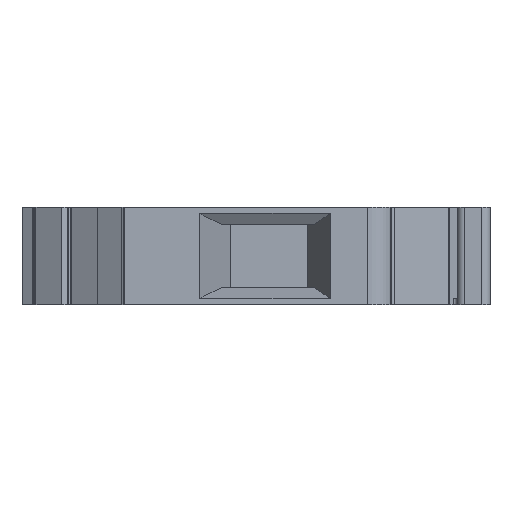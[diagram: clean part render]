
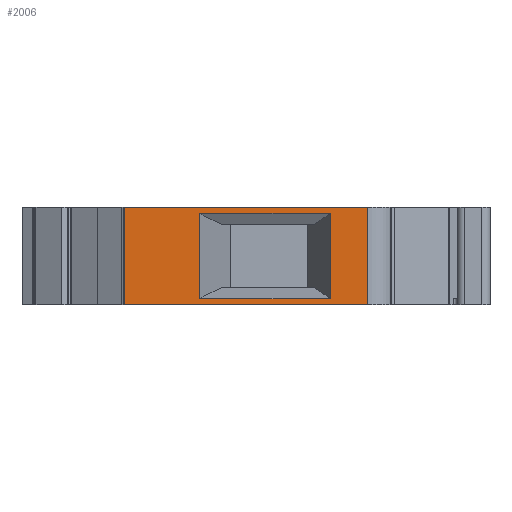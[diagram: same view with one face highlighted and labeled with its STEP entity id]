
A CAD part, left-side view. The second image highlights one B-rep face of the part: STEP entity #2006.
In plain terms, the highlighted planar face has unit normal (-1, 0, 0).
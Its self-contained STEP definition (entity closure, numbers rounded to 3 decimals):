
#130 = EDGE_CURVE ( 'NONE', #2063, #1892, #1735, .T. ) ;
#196 = ORIENTED_EDGE ( 'NONE', *, *, #3775, .T. ) ;
#548 = VERTEX_POINT ( 'NONE', #927 ) ;
#703 = FACE_BOUND ( 'NONE', #5485, .T. ) ;
#927 = CARTESIAN_POINT ( 'NONE',  ( -26.4, 16.087, 6. ) ) ;
#983 = LINE ( 'NONE', #5348, #6731 ) ;
#1097 = LINE ( 'NONE', #4272, #2441 ) ;
#1188 = VECTOR ( 'NONE', #1396, 1000. ) ;
#1365 = VECTOR ( 'NONE', #5045, 1000. ) ;
#1396 = DIRECTION ( 'NONE',  ( 0., 0., 1. ) ) ;
#1459 = DIRECTION ( 'NONE',  ( 0., -1., 0. ) ) ;
#1468 = ORIENTED_EDGE ( 'NONE', *, *, #4082, .T. ) ;
#1507 = VECTOR ( 'NONE', #4538, 1000. ) ;
#1671 = CARTESIAN_POINT ( 'NONE',  ( -26.4, -13.7, -6. ) ) ;
#1703 = LINE ( 'NONE', #3992, #1507 ) ;
#1735 = LINE ( 'NONE', #5118, #1365 ) ;
#1751 = ORIENTED_EDGE ( 'NONE', *, *, #7167, .T. ) ;
#1778 = CARTESIAN_POINT ( 'NONE',  ( -26.4, 6.902, 5.215 ) ) ;
#1892 = VERTEX_POINT ( 'NONE', #1671 ) ;
#2006 = ADVANCED_FACE ( 'NONE', ( #703, #2047 ), #3738, .F. ) ;
#2047 = FACE_OUTER_BOUND ( 'NONE', #6540, .T. ) ;
#2063 = VERTEX_POINT ( 'NONE', #6000 ) ;
#2317 = LINE ( 'NONE', #3893, #6509 ) ;
#2352 = CARTESIAN_POINT ( 'NONE',  ( -26.4, 0., -5.215 ) ) ;
#2441 = VECTOR ( 'NONE', #1459, 1000. ) ;
#2596 = CARTESIAN_POINT ( 'NONE',  ( -26.4, 0., 6. ) ) ;
#2627 = DIRECTION ( 'NONE',  ( 0., 1., 0. ) ) ;
#2673 = EDGE_CURVE ( 'NONE', #6449, #4488, #4524, .T. ) ;
#2688 = LINE ( 'NONE', #3650, #1188 ) ;
#2690 = VERTEX_POINT ( 'NONE', #1778 ) ;
#2882 = ORIENTED_EDGE ( 'NONE', *, *, #2673, .T. ) ;
#3030 = VECTOR ( 'NONE', #5121, 1000. ) ;
#3215 = VERTEX_POINT ( 'NONE', #7042 ) ;
#3489 = VECTOR ( 'NONE', #6535, 1000. ) ;
#3650 = CARTESIAN_POINT ( 'NONE',  ( -26.4, 6.902, -3.875 ) ) ;
#3738 = PLANE ( 'NONE',  #6767 ) ;
#3775 = EDGE_CURVE ( 'NONE', #6884, #1892, #4924, .T. ) ;
#3893 = CARTESIAN_POINT ( 'NONE',  ( -26.4, 16.087, 6. ) ) ;
#3992 = CARTESIAN_POINT ( 'NONE',  ( -26.4, -9.098, 5.215 ) ) ;
#4082 = EDGE_CURVE ( 'NONE', #2690, #3215, #1703, .T. ) ;
#4272 = CARTESIAN_POINT ( 'NONE',  ( -26.4, 0., 6. ) ) ;
#4418 = CARTESIAN_POINT ( 'NONE',  ( -26.4, 16.087, -6. ) ) ;
#4488 = VERTEX_POINT ( 'NONE', #6166 ) ;
#4524 = LINE ( 'NONE', #2352, #3030 ) ;
#4538 = DIRECTION ( 'NONE',  ( 0., -1., 0. ) ) ;
#4924 = LINE ( 'NONE', #5484, #3489 ) ;
#5045 = DIRECTION ( 'NONE',  ( 0., 0., -1. ) ) ;
#5118 = CARTESIAN_POINT ( 'NONE',  ( -26.4, -13.7, 6. ) ) ;
#5121 = DIRECTION ( 'NONE',  ( 0., 1., 0. ) ) ;
#5348 = CARTESIAN_POINT ( 'NONE',  ( -26.4, -9.098, -3.875 ) ) ;
#5484 = CARTESIAN_POINT ( 'NONE',  ( -26.4, 0., -6. ) ) ;
#5485 = EDGE_LOOP ( 'NONE', ( #1468, #6191, #2882, #6647 ) ) ;
#5535 = DIRECTION ( 'NONE',  ( 0., 0., -1. ) ) ;
#5647 = EDGE_CURVE ( 'NONE', #548, #2063, #1097, .T. ) ;
#5690 = CARTESIAN_POINT ( 'NONE',  ( -26.4, -9.098, -5.215 ) ) ;
#5861 = ORIENTED_EDGE ( 'NONE', *, *, #5647, .F. ) ;
#5918 = DIRECTION ( 'NONE',  ( 1., 0., 0. ) ) ;
#6000 = CARTESIAN_POINT ( 'NONE',  ( -26.4, -13.7, 6. ) ) ;
#6166 = CARTESIAN_POINT ( 'NONE',  ( -26.4, 6.902, -5.215 ) ) ;
#6191 = ORIENTED_EDGE ( 'NONE', *, *, #6270, .F. ) ;
#6229 = EDGE_CURVE ( 'NONE', #4488, #2690, #2688, .T. ) ;
#6270 = EDGE_CURVE ( 'NONE', #6449, #3215, #983, .T. ) ;
#6412 = DIRECTION ( 'NONE',  ( 0., 0., 1. ) ) ;
#6449 = VERTEX_POINT ( 'NONE', #5690 ) ;
#6509 = VECTOR ( 'NONE', #5535, 1000. ) ;
#6535 = DIRECTION ( 'NONE',  ( 0., -1., 0. ) ) ;
#6540 = EDGE_LOOP ( 'NONE', ( #196, #6617, #5861, #1751 ) ) ;
#6617 = ORIENTED_EDGE ( 'NONE', *, *, #130, .F. ) ;
#6647 = ORIENTED_EDGE ( 'NONE', *, *, #6229, .T. ) ;
#6731 = VECTOR ( 'NONE', #6412, 1000. ) ;
#6767 = AXIS2_PLACEMENT_3D ( 'NONE', #2596, #5918, #2627 ) ;
#6884 = VERTEX_POINT ( 'NONE', #4418 ) ;
#7042 = CARTESIAN_POINT ( 'NONE',  ( -26.4, -9.098, 5.215 ) ) ;
#7167 = EDGE_CURVE ( 'NONE', #548, #6884, #2317, .T. ) ;
